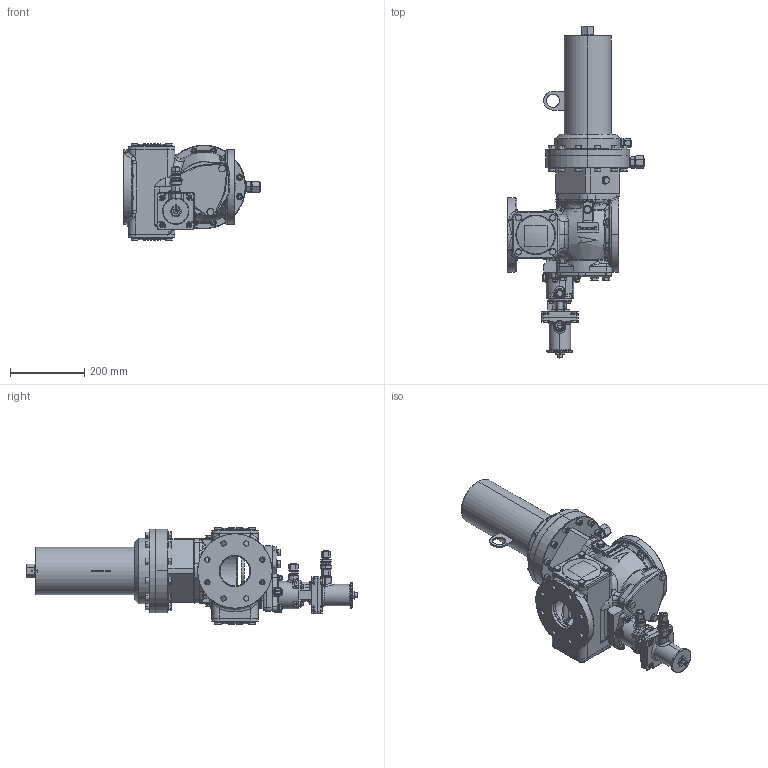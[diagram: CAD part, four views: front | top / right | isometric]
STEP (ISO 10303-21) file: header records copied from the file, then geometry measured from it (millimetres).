
FILE_DESCRIPTION (( 'STEP AP214' ), '1' );
FILE_NAME ('MB_HON370_80_RE0_K2a.STEP', '2017-03-15T10:39:44', ( '' ), ( '' ), 'SwSTEP 2.0', 'SolidWorks 2015', '' );
FILE_SCHEMA (( 'AUTOMOTIVE_DESIGN' ));
Length unit declared in the file: millimetre
Products named in the file (1): MB_HON370_80_RE0_K2a
Bounding box: 367 x 892.36 x 262.8 mm (x, y, z)
Surface area: 892852.7 mm2 (no closed solid volume)
Topology: 0 solids, 2142 shells, 2607 faces, 11487 edges, 10996 vertices
Faces by surface type: plane 864, cylinder 690, bspline 638, cone 415
Entity records: 228147 total; most frequent: CARTESIAN_POINT 144399, DIRECTION 14986, ORIENTED_EDGE 12457, EDGE_CURVE 11443, VERTEX_POINT 10996, AXIS2_PLACEMENT_3D 5306, LINE 4374, VECTOR 4374
